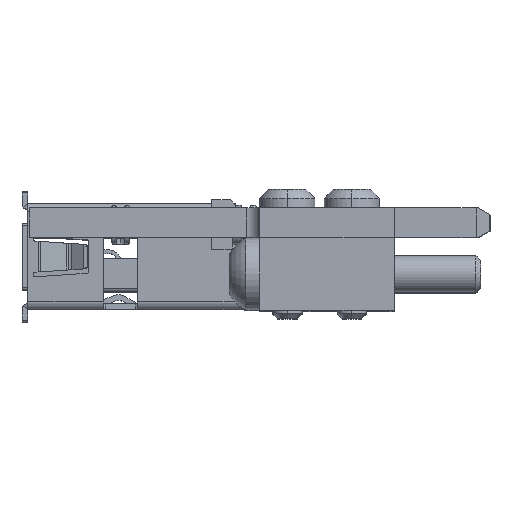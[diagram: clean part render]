
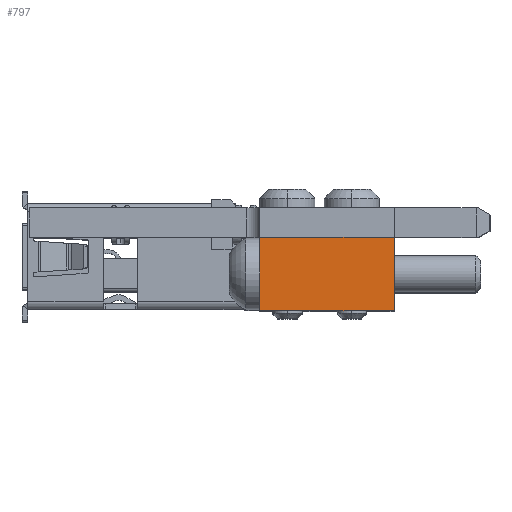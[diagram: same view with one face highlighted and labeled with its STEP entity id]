
A CAD part, top view. The second image highlights one B-rep face of the part: STEP entity #797.
In plain terms, the highlighted face is planar.
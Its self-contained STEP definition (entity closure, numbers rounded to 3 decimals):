
#797 = ADVANCED_FACE ( 'NONE', ( #6840 ), #10701, .F. ) ;
#1169 = ORIENTED_EDGE ( 'NONE', *, *, #21579, .F. ) ;
#4638 = CARTESIAN_POINT ( 'NONE',  ( 2.5, -2., 7.3 ) ) ;
#4664 = EDGE_CURVE ( 'NONE', #5247, #22841, #23970, .T. ) ;
#5247 = VERTEX_POINT ( 'NONE', #4638 ) ;
#6840 = FACE_OUTER_BOUND ( 'NONE', #6992, .T. ) ;
#6992 = EDGE_LOOP ( 'NONE', ( #25177, #1169, #47424, #35205 ) ) ;
#8295 = VECTOR ( 'NONE', #35092, 1000. ) ;
#8459 = DIRECTION ( 'NONE',  ( 0., 0., -1. ) ) ;
#10701 = PLANE ( 'NONE',  #43172 ) ;
#11549 = CARTESIAN_POINT ( 'NONE',  ( 2.5, -2., 6.5 ) ) ;
#12545 = VERTEX_POINT ( 'NONE', #47376 ) ;
#13024 = EDGE_CURVE ( 'NONE', #36784, #12545, #24658, .T. ) ;
#13289 = VECTOR ( 'NONE', #28768, 1000. ) ;
#15768 = VECTOR ( 'NONE', #8459, 1000. ) ;
#19773 = CARTESIAN_POINT ( 'NONE',  ( 2.5, 2., 6.5 ) ) ;
#21579 = EDGE_CURVE ( 'NONE', #22841, #12545, #27209, .T. ) ;
#21958 = CARTESIAN_POINT ( 'NONE',  ( 2.5, 2., 6.5 ) ) ;
#22841 = VERTEX_POINT ( 'NONE', #35116 ) ;
#23970 = LINE ( 'NONE', #28989, #8295 ) ;
#24658 = LINE ( 'NONE', #47021, #13289 ) ;
#25177 = ORIENTED_EDGE ( 'NONE', *, *, #13024, .T. ) ;
#25789 = DIRECTION ( 'NONE',  ( 0., -1., 0. ) ) ;
#26716 = LINE ( 'NONE', #11549, #15768 ) ;
#27209 = LINE ( 'NONE', #19773, #29400 ) ;
#28703 = DIRECTION ( 'NONE',  ( -1., 0., 0. ) ) ;
#28768 = DIRECTION ( 'NONE',  ( 0., 1., 0. ) ) ;
#28989 = CARTESIAN_POINT ( 'NONE',  ( 2.5, -2., 7.3 ) ) ;
#29400 = VECTOR ( 'NONE', #34473, 1000. ) ;
#34473 = DIRECTION ( 'NONE',  ( 0., 0., -1. ) ) ;
#35092 = DIRECTION ( 'NONE',  ( 0., 1., 0. ) ) ;
#35116 = CARTESIAN_POINT ( 'NONE',  ( 2.5, 2., 7.3 ) ) ;
#35205 = ORIENTED_EDGE ( 'NONE', *, *, #38015, .T. ) ;
#36784 = VERTEX_POINT ( 'NONE', #38565 ) ;
#38015 = EDGE_CURVE ( 'NONE', #5247, #36784, #26716, .T. ) ;
#38565 = CARTESIAN_POINT ( 'NONE',  ( 2.5, -2., 0. ) ) ;
#43172 = AXIS2_PLACEMENT_3D ( 'NONE', #21958, #28703, #25789 ) ;
#47021 = CARTESIAN_POINT ( 'NONE',  ( 2.5, 2., 0. ) ) ;
#47376 = CARTESIAN_POINT ( 'NONE',  ( 2.5, 2., 0. ) ) ;
#47424 = ORIENTED_EDGE ( 'NONE', *, *, #4664, .F. ) ;
